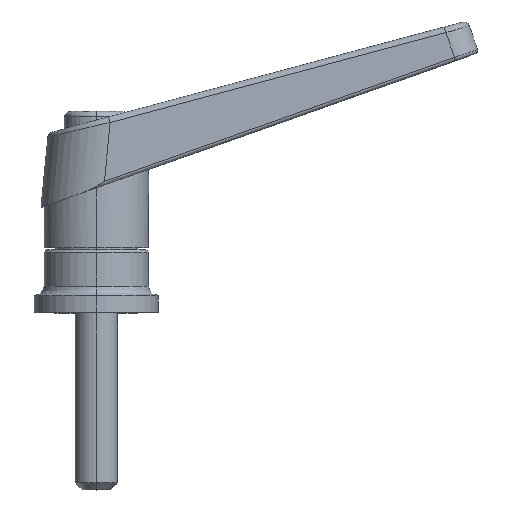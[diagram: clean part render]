
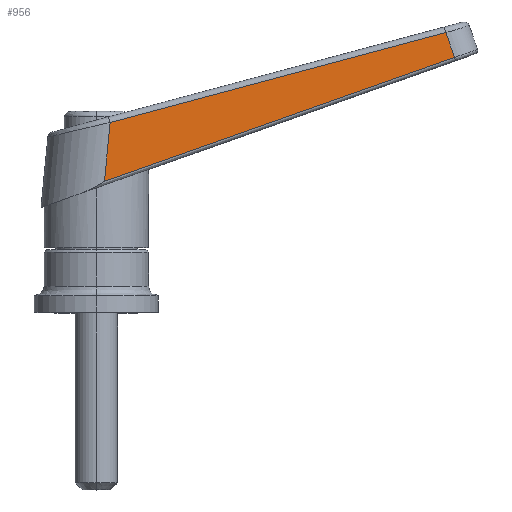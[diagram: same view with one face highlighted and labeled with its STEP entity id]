
A CAD part, top view. The second image highlights one B-rep face of the part: STEP entity #956.
In plain terms, the highlighted planar face has unit normal (0.088, 0, 0.996).
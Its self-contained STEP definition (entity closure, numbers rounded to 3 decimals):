
#464=EDGE_CURVE('NONE',#1230,#1178,#1318,.T.);
#828=VERTEX_POINT('NONE',#1722);
#894=EDGE_CURVE('NONE',#1178,#828,#1794,.T.);
#956=ADVANCED_FACE('NONE',(#1865),#1866,.F.);
#986=EDGE_CURVE('NONE',#1082,#1230,#1900,.T.);
#1026=EDGE_CURVE('NONE',#828,#1082,#1943,.T.);
#1082=VERTEX_POINT('NONE',#2007);
#1178=VERTEX_POINT('NONE',#2114);
#1230=VERTEX_POINT('NONE',#2172);
#1318=LINE('',#2281,#2282);
#1722=CARTESIAN_POINT('',(101.19,72.152,6.904));
#1794=LINE('',#3776,#3777);
#1865=FACE_OUTER_BOUND('',#4104,.T.);
#1866=PLANE('',#4105);
#1900=LINE('',#4195,#4196);
#1943=LINE('',#4313,#4314);
#2007=CARTESIAN_POINT('',(2.3,37.133,15.608));
#2114=CARTESIAN_POINT('',(98.71,79.155,7.123));
#2172=CARTESIAN_POINT('',(3.9,53.751,15.468));
#2281=CARTESIAN_POINT('',(0.425,52.82,15.773));
#2282=VECTOR('',#5152,1000.0);
#3776=CARTESIAN_POINT('',(98.71,79.155,7.123));
#3777=VECTOR('',#5611,1000.0);
#4104=EDGE_LOOP('',(#5697,#5698,#5699,#5700));
#4105=AXIS2_PLACEMENT_3D('',#5701,#5702,#5703);
#4195=CARTESIAN_POINT('',(3.454,49.115,15.507));
#4196=VECTOR('',#5745,1000.0);
#4313=CARTESIAN_POINT('',(101.19,72.152,6.904));
#4314=VECTOR('',#5777,1000.0);
#5152=DIRECTION('',(0.962,0.258,-0.085));
#5611=DIRECTION('',(0.334,-0.942,-0.029));
#5697=ORIENTED_EDGE('',*,*,#986,.F.);
#5698=ORIENTED_EDGE('',*,*,#1026,.F.);
#5699=ORIENTED_EDGE('',*,*,#894,.F.);
#5700=ORIENTED_EDGE('',*,*,#464,.F.);
#5701=CARTESIAN_POINT('',(1.381,89.415,15.689));
#5702=DIRECTION('',(-0.088,0.0,-0.996));
#5703=DIRECTION('',(-0.996,0.0,0.088));
#5745=DIRECTION('',(0.096,0.995,-0.008));
#5777=DIRECTION('',(-0.939,-0.333,0.083));
